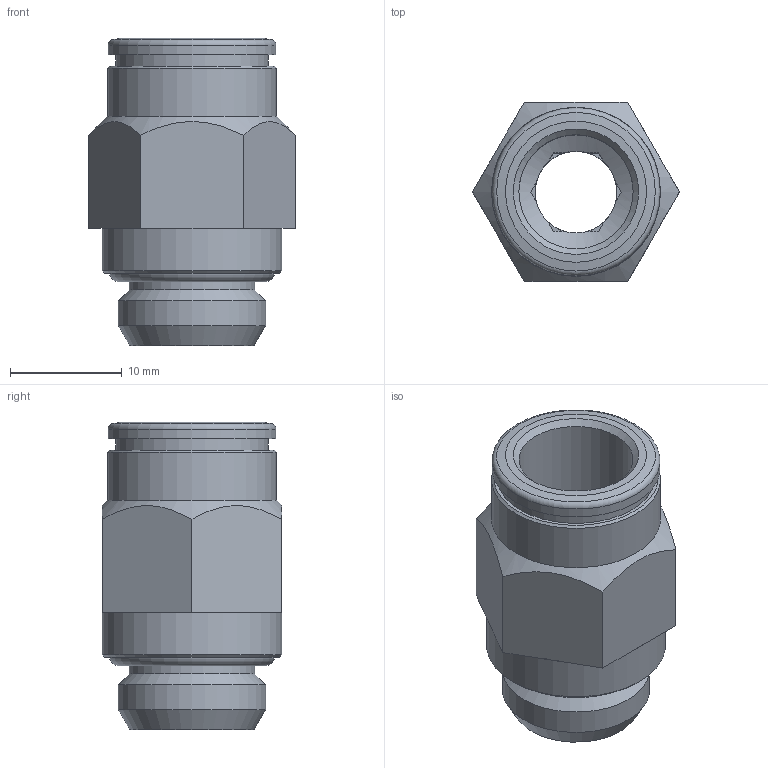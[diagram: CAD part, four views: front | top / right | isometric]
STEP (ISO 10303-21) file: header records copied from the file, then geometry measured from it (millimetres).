
FILE_DESCRIPTION(/* description */ (''),/* implementation_level */ '2;1');
FILE_NAME(/* name */ 'V200112_IPSO_01FKM_10_14',/* time_stamp */ '2015-06-01T10:10:42+02:00',/* author */ (''),/* organization */ ('sopra-pneumatic'),/* preprocessor_version */ 'ST-DEVELOPER v14',/* originating_system */ 'HiCAD 2013 1802.4 Build 509',/* authorisation */ '');
FILE_SCHEMA (('AUTOMOTIVE_DESIGN { 1 0 10303 214 1 1 1 1 }'));
Length unit declared in the file: millimetre
Products named in the file (4): Root; OR 11.11X1.78; DR10-N; R200112-N
Assembly tree (3 placements, depth 2):
  Root
    OR 11.11X1.78
    DR10-N
    R200112-N
Bounding box: 18.48 x 16 x 27.5 mm (x, y, z)
Volume: 2827.5 mm3; surface area: 3485.5 mm2
Topology: 3 solids, 3 shells, 68 faces, 160 edges, 100 vertices
Faces by surface type: plane 38, cone 14, cylinder 12, torus 4
Full cylindrical faces by diameter (mm): 7.3 x1, 10.2 x2, 11.2 x1, 12.3 x1, 13 x1, 13.157 x1, 13.6 x1, 13.7 x1, 15 x1, 15.1 x1, 16 x1
Entity records: 2987 total; most frequent: DIRECTION 338, CARTESIAN_POINT 282, PRESENTATION_STYLE_ASSIGNMENT 241, COLOUR_RGB 240, DRAUGHTING_PRE_DEFINED_CURVE_FONT 238, CURVE_STYLE 238, OVER_RIDING_STYLED_ITEM 238, ORIENTED_EDGE 238
